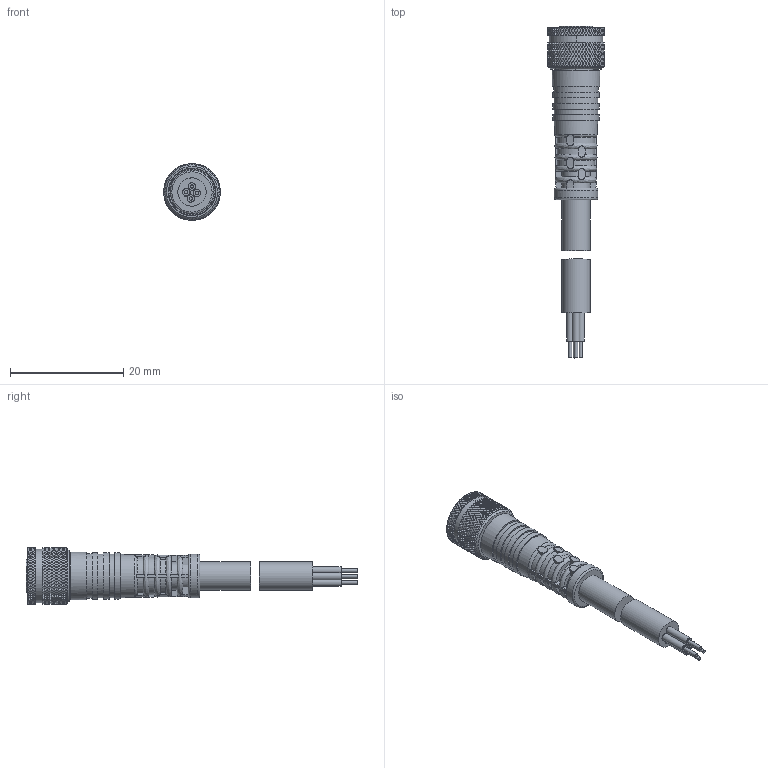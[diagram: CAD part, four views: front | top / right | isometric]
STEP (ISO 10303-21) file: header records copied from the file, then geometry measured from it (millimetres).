
FILE_DESCRIPTION( ('This file contains a STEP AP42 implementation' ,'as created by ZW3D STEP Interface translator.') ,'2;1' );
FILE_NAME( '5-C-FS4TZ-X07X.stp' ,'2011 6.155018', (''), ('ZWCAD Software Co.'), 'Version 1.0', 'ZW3D to STEP translator', '' );
FILE_SCHEMA(('AUTOMOTIVE_DESIGN'));
Length unit declared in the file: millimetre
Products named in the file (3): 0; 3-C-MS3TZ-X07X; C-FS4TZV072-YELLOW
Assembly tree (1 placements, depth 2):
  0
  3-C-MS3TZ-X07X
    C-FS4TZV072-YELLOW
Bounding box: 10 x 58.7 x 10 mm (x, y, z)
Volume: 1573.1 mm3; surface area: 2405.4 mm2
Topology: 3 solids, 7 shells, 5044 faces, 10841 edges, 5841 vertices
Faces by surface type: bspline 5044
Entity records: 214265 total; most frequent: CARTESIAN_POINT 141394, ORIENTED_EDGE 21624, EDGE_CURVE 10821, B_SPLINE_CURVE_WITH_KNOTS 10336, VERTEX_POINT 5800, EDGE_LOOP 5071, FACE_OUTER_BOUND 5044, ADVANCED_FACE 5044
